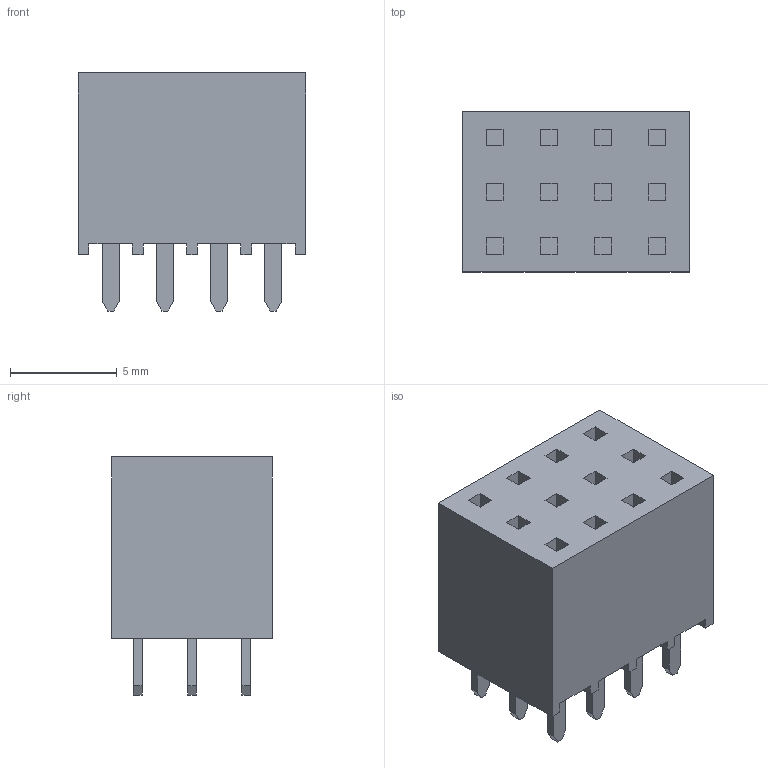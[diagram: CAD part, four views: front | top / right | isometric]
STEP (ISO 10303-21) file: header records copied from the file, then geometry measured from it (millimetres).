
FILE_DESCRIPTION(/* description */ (''),/* implementation_level */ '2;1');
FILE_NAME(/* name */ 'SAMTEC_SSW-104-01-T-T.stp',/* time_stamp */ '2016-03-07T11:42:15+01:00',/* author */ ('riccim'),/* organization */ (''),/* preprocessor_version */ 'ST-DEVELOPER v15.5',/* originating_system */ 'AutoCAD Mechanical',/* authorisation */ ' ');
FILE_SCHEMA (('AUTOMOTIVE_DESIGN { 1 0 10303 214 3 1 1 }'));
Length unit declared in the file: millimetre
Products named in the file (1): Product
Bounding box: 10.67 x 7.49 x 11.15 mm (x, y, z)
Volume: 609.6 mm3; surface area: 988.2 mm2
Topology: 2 solids, 2 shells, 160 faces, 432 edges, 288 vertices
Faces by surface type: plane 160
Entity records: 5002 total; most frequent: CARTESIAN_POINT 881, ORIENTED_EDGE 864, DIRECTION 754, LINE 432, VECTOR 432, EDGE_CURVE 432, VERTEX_POINT 288, EDGE_LOOP 196
